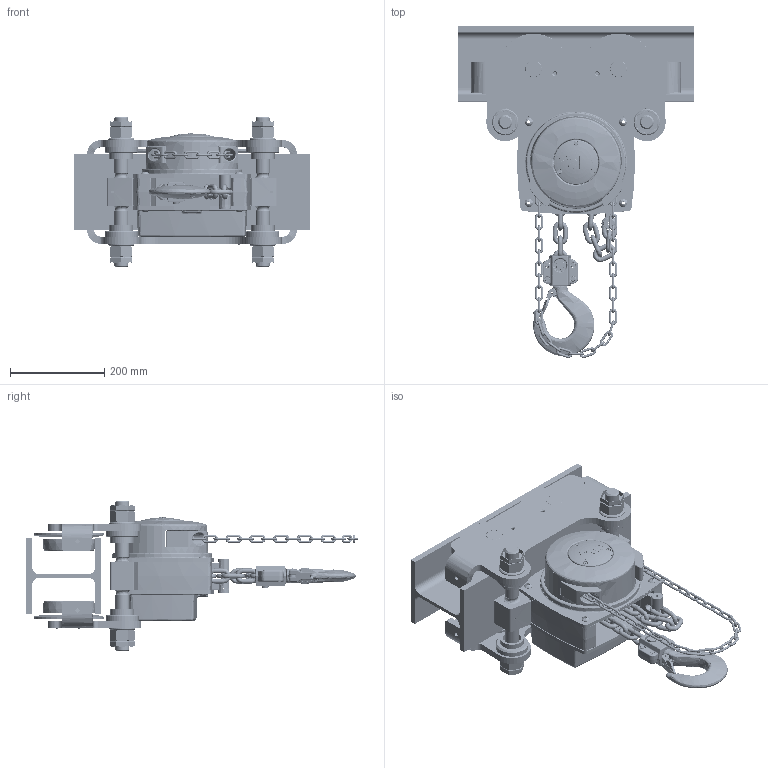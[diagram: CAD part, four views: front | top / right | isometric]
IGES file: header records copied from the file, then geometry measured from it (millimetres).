
Start section: SolidWorks IGES file using analytic representation for surfaces
Global section: file name: 04900042 YLITP-A 3000.IGS; native system: SolidWorks 2015; preprocessor: SolidWorks 2015; author: sawwu; date: 180119.103248; units: millimetre
Bounding box: 500 x 703.95 x 320 mm (x, y, z)
Surface area: 1710040.1 mm2 (no closed solid volume)
Topology: 0 solids, 0 shells, 1982 faces, 28695 edges, 28650 vertices
Faces by surface type: bspline 1105, revolution 877
